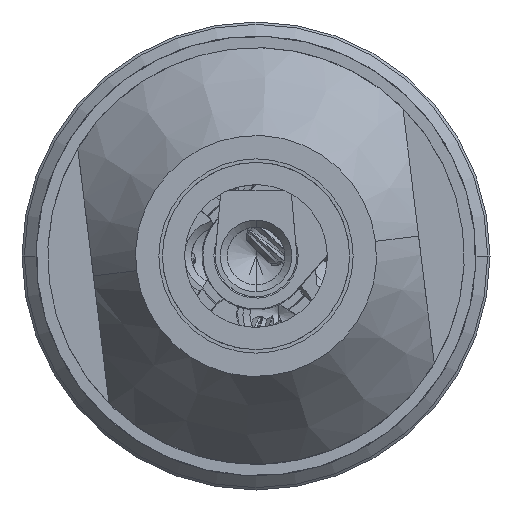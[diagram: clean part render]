
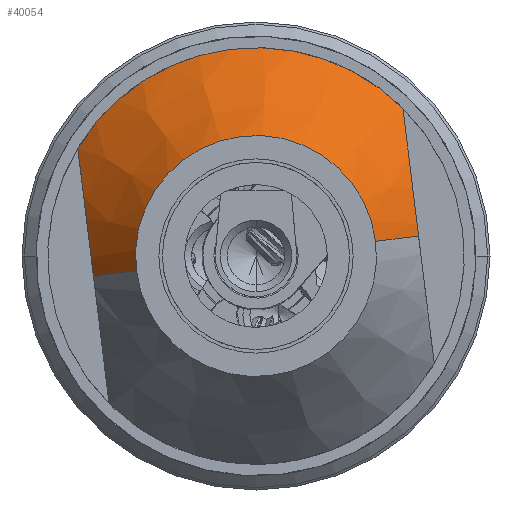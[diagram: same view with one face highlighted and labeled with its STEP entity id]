
A CAD part, front view. The second image highlights one B-rep face of the part: STEP entity #40054.
In plain terms, the highlighted conical face has half-angle 36.87 degrees and reference radius 7.025 mm.
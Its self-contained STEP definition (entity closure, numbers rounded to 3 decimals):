
#6781=CARTESIAN_POINT('',(6.948,-47.483,
0.853));
#6814=CARTESIAN_POINT('',(-6.948,-47.483,
-0.853));
#6816=DIRECTION('',(0.596,0.8,0.073));
#6817=VECTOR('',#6816,3.083);
#6818=CARTESIAN_POINT('',(5.112,-49.95,0.628));
#6819=LINE('',#6818,#6817);
#6834=CARTESIAN_POINT('',(6.278,-44.95,6.308));
#6835=CARTESIAN_POINT('',(6.305,-45.136,6.085));
#6836=CARTESIAN_POINT('',(6.358,-45.479,5.654));
#6837=CARTESIAN_POINT('',(6.431,-45.908,5.066));
#6838=CARTESIAN_POINT('',(6.497,-46.269,4.521));
#6839=CARTESIAN_POINT('',(6.56,-46.572,4.009));
#6840=CARTESIAN_POINT('',(6.62,-46.824,3.522));
#6841=CARTESIAN_POINT('',(6.678,-47.032,3.053));
#6842=CARTESIAN_POINT('',(6.733,-47.199,2.599));
#6843=CARTESIAN_POINT('',(6.788,-47.327,2.155));
#6844=CARTESIAN_POINT('',(6.842,-47.417,1.717));
#6845=CARTESIAN_POINT('',(6.895,-47.471,1.284));
#6846=CARTESIAN_POINT('',(6.93,-47.483,
0.997));
#6847=CARTESIAN_POINT('',(6.948,-47.483,
0.853));
#6849=DIRECTION('',(-0.596,0.8,-0.073));
#6850=VECTOR('',#6849,3.083);
#6851=CARTESIAN_POINT('',(-5.112,-49.95,-0.628));
#6852=LINE('',#6851,#6850);
#6853=CARTESIAN_POINT('',(-6.948,-47.483,
-0.853));
#6854=CARTESIAN_POINT('',(-6.966,-47.483,
-0.709));
#6855=CARTESIAN_POINT('',(-7.001,-47.471,
-0.42));
#6856=CARTESIAN_POINT('',(-7.054,-47.417,
0.015));
#6857=CARTESIAN_POINT('',(-7.108,-47.325,
0.455));
#6858=CARTESIAN_POINT('',(-7.163,-47.197,
0.9));
#6859=CARTESIAN_POINT('',(-7.219,-47.029,
1.356));
#6860=CARTESIAN_POINT('',(-7.277,-46.82,
1.825));
#6861=CARTESIAN_POINT('',(-7.336,-46.567,
2.312));
#6862=CARTESIAN_POINT('',(-7.399,-46.263,
2.824));
#6863=CARTESIAN_POINT('',(-7.466,-45.903,
3.367));
#6864=CARTESIAN_POINT('',(-7.538,-45.476,
3.952));
#6865=CARTESIAN_POINT('',(-7.59,-45.134,
4.38));
#6866=CARTESIAN_POINT('',(-7.618,-44.95,4.602));
#6868=CARTESIAN_POINT('',(0.,-44.95,0.));
#6869=DIRECTION('',(0.,1.,0.));
#6870=DIRECTION('',(-0.856,0.,0.517));
#6871=AXIS2_PLACEMENT_3D('',#6868,#6869,#6870);
#6873=CARTESIAN_POINT('',(0.,-44.95,0.));
#6874=DIRECTION('',(0.,1.,0.));
#6875=DIRECTION('',(-0.122,0.,0.993));
#6876=AXIS2_PLACEMENT_3D('',#6873,#6874,#6875);
#6883=CARTESIAN_POINT('',(0.,-49.95,0.));
#6884=DIRECTION('',(0.,1.,0.));
#6885=DIRECTION('',(-0.993,0.,-0.122));
#6886=AXIS2_PLACEMENT_3D('',#6883,#6884,#6885);
#31377=CARTESIAN_POINT('',(6.278,-44.95,6.308));
#31378=VERTEX_POINT('',#31377);
#31379=CARTESIAN_POINT('',(-1.085,-44.95,8.834));
#31380=VERTEX_POINT('',#31379);
#31381=CARTESIAN_POINT('',(-7.618,-44.95,4.602));
#31382=VERTEX_POINT('',#31381);
#31383=VERTEX_POINT('',#6781);
#31384=VERTEX_POINT('',#6814);
#31385=CARTESIAN_POINT('',(-5.112,-49.95,-0.628));
#31386=VERTEX_POINT('',#31385);
#31387=CARTESIAN_POINT('',(5.112,-49.95,0.628));
#31388=VERTEX_POINT('',#31387);
#40039=CARTESIAN_POINT('',(0.,-47.45,0.));
#40040=DIRECTION('',(0.,1.,0.));
#40041=DIRECTION('',(0.993,0.,0.122));
#40042=AXIS2_PLACEMENT_3D('',#40039,#40040,#40041);
#40043=CONICAL_SURFACE('',#40042,7.025,36.87);
#40044=ORIENTED_EDGE('',*,*,#39991,.T.);
#40045=ORIENTED_EDGE('',*,*,#40010,.F.);
#40047=ORIENTED_EDGE('',*,*,#40046,.F.);
#40048=ORIENTED_EDGE('',*,*,#40006,.T.);
#40049=ORIENTED_EDGE('',*,*,#40023,.T.);
#40050=ORIENTED_EDGE('',*,*,#39960,.T.);
#40051=ORIENTED_EDGE('',*,*,#39958,.T.);
#40052=EDGE_LOOP('',(#40044,#40045,#40047,#40048,#40049,#40050,#40051));
#40053=FACE_OUTER_BOUND('',#40052,.F.);
#40054=ADVANCED_FACE('',(#40053),#40043,.T.);
#6848=B_SPLINE_CURVE_WITH_KNOTS('',3,(#6834,#6835,#6836,#6837,#6838,#6839,#6840,
#6841,#6842,#6843,#6844,#6845,#6846,#6847),.UNSPECIFIED.,.F.,.F.,(4,1,1,1,1,1,1,
1,1,1,1,4),(0.,0.091,0.182,0.273,
0.364,0.455,0.545,0.636,
0.727,0.818,0.909,1.),.UNSPECIFIED.);
#6867=B_SPLINE_CURVE_WITH_KNOTS('',3,(#6853,#6854,#6855,#6856,#6857,#6858,#6859,
#6860,#6861,#6862,#6863,#6864,#6865,#6866),.UNSPECIFIED.,.F.,.F.,(4,1,1,1,1,1,1,
1,1,1,1,4),(0.,0.091,0.182,0.273,
0.364,0.455,0.545,0.636,
0.727,0.818,0.909,1.),.UNSPECIFIED.);
#6872=CIRCLE('',#6871,8.9);
#6877=CIRCLE('',#6876,8.9);
#6887=CIRCLE('',#6886,5.15);
#39958=EDGE_CURVE('',#31380,#31378,#6877,.T.);
#39960=EDGE_CURVE('',#31382,#31380,#6872,.T.);
#39991=EDGE_CURVE('',#31378,#31383,#6848,.T.);
#40006=EDGE_CURVE('',#31386,#31384,#6852,.T.);
#40010=EDGE_CURVE('',#31388,#31383,#6819,.T.);
#40023=EDGE_CURVE('',#31384,#31382,#6867,.T.);
#40046=EDGE_CURVE('',#31386,#31388,#6887,.T.);
